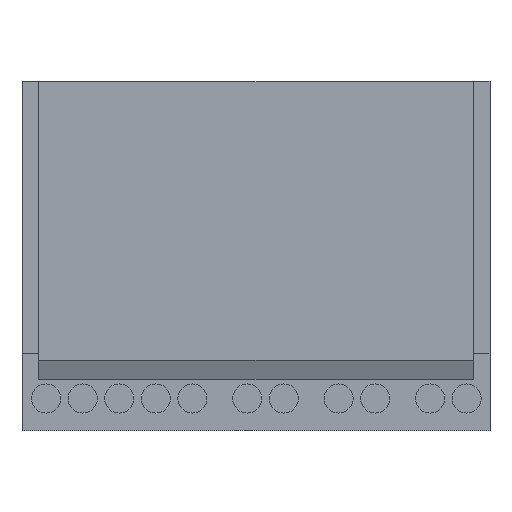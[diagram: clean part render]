
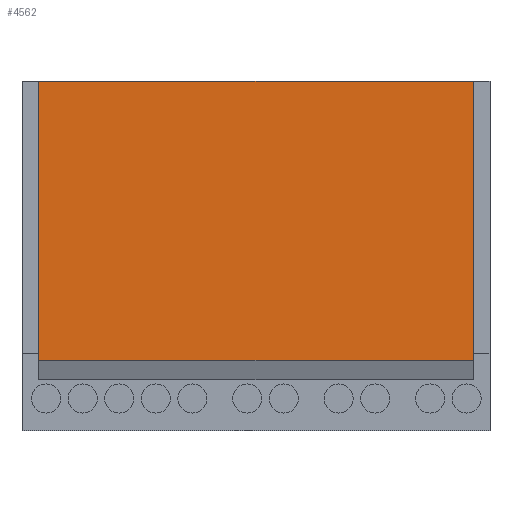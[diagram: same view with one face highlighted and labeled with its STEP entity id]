
A CAD part, top view. The second image highlights one B-rep face of the part: STEP entity #4562.
In plain terms, the highlighted planar face has unit normal (0, 0, 1).
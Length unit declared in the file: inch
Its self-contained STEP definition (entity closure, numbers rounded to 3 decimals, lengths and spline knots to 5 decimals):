
#220 = DIRECTION ( 'NONE',  ( -1., 0., 0. ) ) ;
#255 = LINE ( 'NONE', #4851, #964 ) ;
#608 = CARTESIAN_POINT ( 'NONE',  ( 1.16993, -0.56265, 0.79921 ) ) ;
#804 = FACE_OUTER_BOUND ( 'NONE', #4651, .T. ) ;
#805 = EDGE_CURVE ( 'NONE', #4414, #2663, #4613, .T. ) ;
#870 = ORIENTED_EDGE ( 'NONE', *, *, #5051, .T. ) ;
#964 = VECTOR ( 'NONE', #220, 39.37008 ) ;
#1081 = ORIENTED_EDGE ( 'NONE', *, *, #3402, .T. ) ;
#1319 = CARTESIAN_POINT ( 'NONE',  ( -1.16993, 0.94134, 0.79921 ) ) ;
#1378 = LINE ( 'NONE', #2854, #4879 ) ;
#1469 = DIRECTION ( 'NONE',  ( 1., 0., 0. ) ) ;
#1579 = CARTESIAN_POINT ( 'NONE',  ( 1.16993, 0., 0.79921 ) ) ;
#2095 = LINE ( 'NONE', #1579, #4605 ) ;
#2164 = CARTESIAN_POINT ( 'NONE',  ( 0., 0., 0.79921 ) ) ;
#2660 = VERTEX_POINT ( 'NONE', #3811 ) ;
#2663 = VERTEX_POINT ( 'NONE', #5685 ) ;
#2707 = DIRECTION ( 'NONE',  ( 0., -1., 0. ) ) ;
#2786 = EDGE_CURVE ( 'NONE', #2660, #4414, #255, .T. ) ;
#2807 = AXIS2_PLACEMENT_3D ( 'NONE', #2164, #4103, #4042 ) ;
#2854 = CARTESIAN_POINT ( 'NONE',  ( 0., -0.56265, 0.79921 ) ) ;
#3081 = ORIENTED_EDGE ( 'NONE', *, *, #805, .T. ) ;
#3395 = VERTEX_POINT ( 'NONE', #608 ) ;
#3402 = EDGE_CURVE ( 'NONE', #3395, #2660, #2095, .T. ) ;
#3811 = CARTESIAN_POINT ( 'NONE',  ( 1.16993, 0.94134, 0.79921 ) ) ;
#4035 = DIRECTION ( 'NONE',  ( 0., 1., 0. ) ) ;
#4042 = DIRECTION ( 'NONE',  ( 1., 0., 0. ) ) ;
#4103 = DIRECTION ( 'NONE',  ( 0., 0., 1. ) ) ;
#4414 = VERTEX_POINT ( 'NONE', #4869 ) ;
#4562 = ADVANCED_FACE ( 'NONE', ( #804 ), #4647, .T. ) ;
#4605 = VECTOR ( 'NONE', #4035, 39.37008 ) ;
#4613 = LINE ( 'NONE', #1319, #5662 ) ;
#4647 = PLANE ( 'NONE',  #2807 ) ;
#4651 = EDGE_LOOP ( 'NONE', ( #5601, #3081, #870, #1081 ) ) ;
#4851 = CARTESIAN_POINT ( 'NONE',  ( -1.25984, 0.94134, 0.79921 ) ) ;
#4869 = CARTESIAN_POINT ( 'NONE',  ( -1.16993, 0.94134, 0.79921 ) ) ;
#4879 = VECTOR ( 'NONE', #1469, 39.37008 ) ;
#5051 = EDGE_CURVE ( 'NONE', #2663, #3395, #1378, .T. ) ;
#5601 = ORIENTED_EDGE ( 'NONE', *, *, #2786, .T. ) ;
#5662 = VECTOR ( 'NONE', #2707, 39.37008 ) ;
#5685 = CARTESIAN_POINT ( 'NONE',  ( -1.16993, -0.56265, 0.79921 ) ) ;
